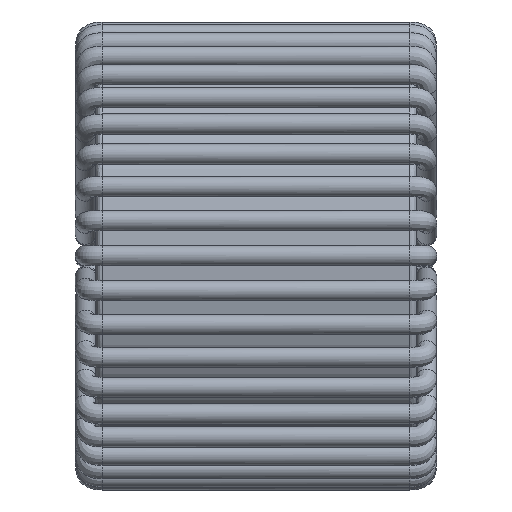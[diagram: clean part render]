
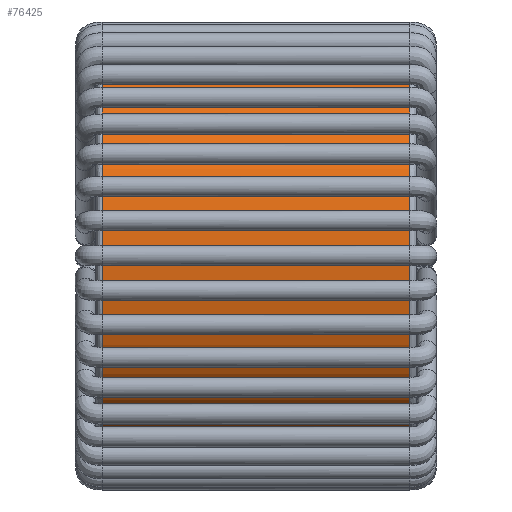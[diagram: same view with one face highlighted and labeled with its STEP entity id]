
A CAD part, top view. The second image highlights one B-rep face of the part: STEP entity #76425.
In plain terms, the highlighted free-form (B-spline) face has degree [2, 1] with [7, 2] control points.
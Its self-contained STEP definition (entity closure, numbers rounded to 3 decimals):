
#76247=CARTESIAN_POINT('',(4.565,0.,-6.35));
#76248=VERTEX_POINT('',#76247);
#76255=CARTESIAN_POINT('',(4.565,0.,-6.35));
#76256=CARTESIAN_POINT('',(4.565,-6.35,-6.35));
#76257=CARTESIAN_POINT('',(4.565,-6.35,0.));
#76258=CARTESIAN_POINT('',(4.565,-6.35,6.35));
#76259=CARTESIAN_POINT('',(4.565,0.,6.35));
#76260=CARTESIAN_POINT('',(4.565,6.35,6.35));
#76261=CARTESIAN_POINT('',(4.565,6.35,0.));
#76262=CARTESIAN_POINT('',(4.565,6.35,-6.35));
#76263=CARTESIAN_POINT('',(4.565,0.,-6.35));
#76264=(BOUNDED_CURVE()B_SPLINE_CURVE(2,(#76255,#76256,#76257,#76258,#76259,#76260,#76261,#76262,#76263),.CIRCULAR_ARC.,.T.,.U.)B_SPLINE_CURVE_WITH_KNOTS((3,2,2,2,3),(0.,0.25,0.5,0.75,1.),.UNSPECIFIED.)CURVE()GEOMETRIC_REPRESENTATION_ITEM()RATIONAL_B_SPLINE_CURVE((1.,0.707,1.,0.707,1.,0.707,1.,0.707,1.))REPRESENTATION_ITEM(''));
#76265=EDGE_CURVE('',#76248,#76248,#76264,.T.);
#76387=CARTESIAN_POINT('',(-4.765,0.,-6.35));
#76388=CARTESIAN_POINT('',(4.765,0.,-6.35));
#76389=CARTESIAN_POINT('',(-4.765,10.999,-6.35));
#76390=CARTESIAN_POINT('',(4.765,10.999,-6.35));
#76391=CARTESIAN_POINT('',(-4.765,5.499,3.175));
#76392=CARTESIAN_POINT('',(4.765,5.499,3.175));
#76393=CARTESIAN_POINT('',(-4.765,0.,12.7));
#76394=CARTESIAN_POINT('',(4.765,0.,12.7));
#76395=CARTESIAN_POINT('',(-4.765,-5.499,3.175));
#76396=CARTESIAN_POINT('',(4.765,-5.499,3.175));
#76397=CARTESIAN_POINT('',(-4.765,-10.999,-6.35));
#76398=CARTESIAN_POINT('',(4.765,-10.999,-6.35));
#76399=CARTESIAN_POINT('',(-4.765,0.,-6.35));
#76400=CARTESIAN_POINT('',(4.765,0.,-6.35));
#76401=(BOUNDED_SURFACE()B_SPLINE_SURFACE(2,1,((#76387,#76388),(#76389,#76390),(#76391,#76392),(#76393,#76394),(#76395,#76396),(#76397,#76398),(#76399,#76400)),.CYLINDRICAL_SURF.,.T.,.F.,.U.)B_SPLINE_SURFACE_WITH_KNOTS((3,2,2,3),(2,2),(0.,0.333,0.667,1.),(0.,1.),.UNSPECIFIED.)GEOMETRIC_REPRESENTATION_ITEM()RATIONAL_B_SPLINE_SURFACE(((1.,1.),(0.5,0.5),(1.,1.),(0.5,0.5),(1.,1.),(0.5,0.5),(1.,1.)))REPRESENTATION_ITEM('')SURFACE());
#76402=CARTESIAN_POINT('',(-4.565,0.,-6.35));
#76403=VERTEX_POINT('',#76402);
#76404=CARTESIAN_POINT('',(-4.565,0.,-6.35));
#76405=CARTESIAN_POINT('',(-4.565,-6.35,-6.35));
#76406=CARTESIAN_POINT('',(-4.565,-6.35,0.));
#76407=CARTESIAN_POINT('',(-4.565,-6.35,6.35));
#76408=CARTESIAN_POINT('',(-4.565,0.,6.35));
#76409=CARTESIAN_POINT('',(-4.565,6.35,6.35));
#76410=CARTESIAN_POINT('',(-4.565,6.35,0.));
#76411=CARTESIAN_POINT('',(-4.565,6.35,-6.35));
#76412=CARTESIAN_POINT('',(-4.565,0.,-6.35));
#76413=(BOUNDED_CURVE()B_SPLINE_CURVE(2,(#76404,#76405,#76406,#76407,#76408,#76409,#76410,#76411,#76412),.CIRCULAR_ARC.,.T.,.U.)B_SPLINE_CURVE_WITH_KNOTS((3,2,2,2,3),(0.,0.25,0.5,0.75,1.),.UNSPECIFIED.)CURVE()GEOMETRIC_REPRESENTATION_ITEM()RATIONAL_B_SPLINE_CURVE((1.,0.707,1.,0.707,1.,0.707,1.,0.707,1.))REPRESENTATION_ITEM(''));
#76414=EDGE_CURVE('',#76403,#76403,#76413,.T.);
#76415=ORIENTED_EDGE('',*,*,#76414,.F.);
#76416=CARTESIAN_POINT('',(-4.565,0.,-6.35));
#76417=CARTESIAN_POINT('',(4.565,0.,-6.35));
#76418=B_SPLINE_CURVE_WITH_KNOTS('',1,(#76416,#76417),.POLYLINE_FORM.,.F.,.U.,(2,2),(0.021,0.979),.UNSPECIFIED.);
#76419=EDGE_CURVE('',#76403,#76248,#76418,.T.);
#76420=ORIENTED_EDGE('',*,*,#76419,.T.);
#76421=ORIENTED_EDGE('',*,*,#76265,.T.);
#76422=ORIENTED_EDGE('',*,*,#76419,.F.);
#76423=EDGE_LOOP('',(#76415,#76420,#76421,#76422));
#76424=FACE_OUTER_BOUND('',#76423,.T.);
#76425=ADVANCED_FACE('',(#76424),#76401,.T.);
